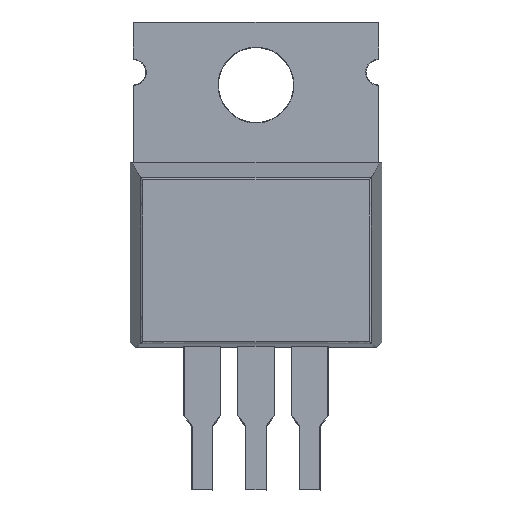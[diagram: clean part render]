
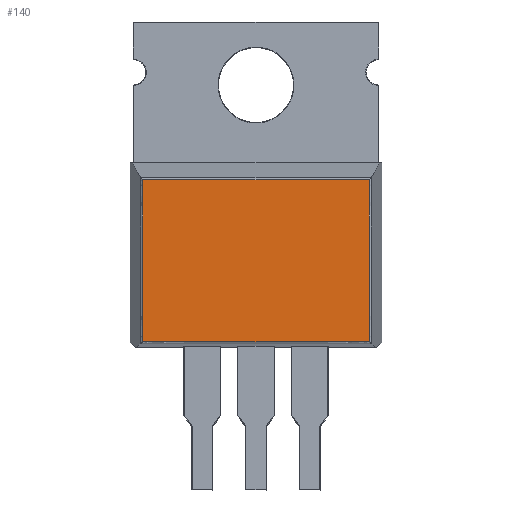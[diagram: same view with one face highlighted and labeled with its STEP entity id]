
A CAD part, front view. The second image highlights one B-rep face of the part: STEP entity #140.
In plain terms, the highlighted planar face has unit normal (0, -1, 0).
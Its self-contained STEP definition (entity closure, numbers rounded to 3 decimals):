
#140=ADVANCED_FACE('',(#352),#6218,.T.);
#352=FACE_OUTER_BOUND('',#566,.T.);
#566=EDGE_LOOP('',(#1032,#1033,#1034,#1035));
#1032=ORIENTED_EDGE('',*,*,#4326,.T.);
#1033=ORIENTED_EDGE('',*,*,#4327,.T.);
#1034=ORIENTED_EDGE('',*,*,#4328,.T.);
#1035=ORIENTED_EDGE('',*,*,#4329,.T.);
#2165=PCURVE('',#6218,#3089);
#2166=PCURVE('',#6218,#3090);
#2167=PCURVE('',#6218,#3091);
#2168=PCURVE('',#6218,#3092);
#2174=PCURVE('',#6095,#3098);
#2179=PCURVE('',#6096,#3103);
#2183=PCURVE('',#6097,#3107);
#2188=PCURVE('',#6098,#3112);
#3089=DEFINITIONAL_REPRESENTATION('',(#5048),#13142);
#3090=DEFINITIONAL_REPRESENTATION('',(#5050),#13142);
#3091=DEFINITIONAL_REPRESENTATION('',(#5052),#13142);
#3092=DEFINITIONAL_REPRESENTATION('',(#5054),#13142);
#3098=DEFINITIONAL_REPRESENTATION('',(#5062),#13142);
#3103=DEFINITIONAL_REPRESENTATION('',(#5068),#13142);
#3107=DEFINITIONAL_REPRESENTATION('',(#5073),#13142);
#3112=DEFINITIONAL_REPRESENTATION('',(#5078),#13142);
#3864=SURFACE_CURVE('',#5047,(#2165,#2179),.PCURVE_S1.);
#3865=SURFACE_CURVE('',#5049,(#2166,#2183),.PCURVE_S1.);
#3866=SURFACE_CURVE('',#5051,(#2167,#2188),.PCURVE_S1.);
#3867=SURFACE_CURVE('',#5053,(#2168,#2174),.PCURVE_S1.);
#4326=EDGE_CURVE('',#5882,#5883,#3864,.T.);
#4327=EDGE_CURVE('',#5883,#5885,#3865,.T.);
#4328=EDGE_CURVE('',#5885,#5884,#3866,.T.);
#4329=EDGE_CURVE('',#5884,#5882,#3867,.T.);
#5047=B_SPLINE_CURVE_WITH_KNOTS('',1,(#9439,#9440),.UNSPECIFIED.,.F.,.F.,
(2,2),(0.092,7.731),.UNSPECIFIED.);
#5048=B_SPLINE_CURVE_WITH_KNOTS('',3,(#9441,#9442,#9443,#9444),
 .UNSPECIFIED.,.F.,.F.,(4,4),(0.092,7.731),
 .UNSPECIFIED.);
#5049=B_SPLINE_CURVE_WITH_KNOTS('',1,(#9445,#9446),.UNSPECIFIED.,.F.,.F.,
(2,2),(0.089,10.795),.UNSPECIFIED.);
#5050=B_SPLINE_CURVE_WITH_KNOTS('',3,(#9447,#9448,#9449,#9450),
 .UNSPECIFIED.,.F.,.F.,(4,4),(0.089,10.795),
 .UNSPECIFIED.);
#5051=B_SPLINE_CURVE_WITH_KNOTS('',1,(#9451,#9452),.UNSPECIFIED.,.F.,.F.,
(2,2),(0.08,7.719),.UNSPECIFIED.);
#5052=B_SPLINE_CURVE_WITH_KNOTS('',3,(#9453,#9454,#9455,#9456),
 .UNSPECIFIED.,.F.,.F.,(4,4),(0.08,7.719),
 .UNSPECIFIED.);
#5053=B_SPLINE_CURVE_WITH_KNOTS('',1,(#9457,#9458),.UNSPECIFIED.,.F.,.F.,
(2,2),(0.089,10.795),.UNSPECIFIED.);
#5054=B_SPLINE_CURVE_WITH_KNOTS('',3,(#9459,#9460,#9461,#9462),
 .UNSPECIFIED.,.F.,.F.,(4,4),(0.089,10.795),
 .UNSPECIFIED.);
#5062=B_SPLINE_CURVE_WITH_KNOTS('',1,(#9601,#9602),.UNSPECIFIED.,.F.,.F.,
(2,2),(0.089,10.795),.UNSPECIFIED.);
#5068=B_SPLINE_CURVE_WITH_KNOTS('',1,(#9701,#9702),.UNSPECIFIED.,.F.,.F.,
(2,2),(0.092,7.731),.UNSPECIFIED.);
#5073=B_SPLINE_CURVE_WITH_KNOTS('',1,(#9773,#9774),.UNSPECIFIED.,.F.,.F.,
(2,2),(0.089,10.795),.UNSPECIFIED.);
#5078=B_SPLINE_CURVE_WITH_KNOTS('',1,(#9861,#9862),.UNSPECIFIED.,.F.,.F.,
(2,2),(0.08,7.719),.UNSPECIFIED.);
#5882=VERTEX_POINT('',#8989);
#5883=VERTEX_POINT('',#8990);
#5884=VERTEX_POINT('',#8991);
#5885=VERTEX_POINT('',#8992);
#6095=(
BOUNDED_SURFACE()
B_SPLINE_SURFACE(2,1,((#8937,#8938),(#8939,#8940),(#8941,#8942)),
 .UNSPECIFIED.,.F.,.F.,.F.)
B_SPLINE_SURFACE_WITH_KNOTS((3,3),(2,2),(0.,0.148),(-2.02,
12.904),.UNSPECIFIED.)
GEOMETRIC_REPRESENTATION_ITEM()
RATIONAL_B_SPLINE_SURFACE(((1.,1.),(0.737,0.737),
(1.,1.)))
REPRESENTATION_ITEM('')
SURFACE()
);
#6096=(
BOUNDED_SURFACE()
B_SPLINE_SURFACE(2,1,((#8943,#8944),(#8945,#8946),(#8947,#8948)),
 .UNSPECIFIED.,.F.,.F.,.F.)
B_SPLINE_SURFACE_WITH_KNOTS((3,3),(2,2),(0.,0.146),(-2.02,
9.831),.UNSPECIFIED.)
GEOMETRIC_REPRESENTATION_ITEM()
RATIONAL_B_SPLINE_SURFACE(((1.,1.),(0.746,0.746),
(1.,1.)))
REPRESENTATION_ITEM('')
SURFACE()
);
#6097=(
BOUNDED_SURFACE()
B_SPLINE_SURFACE(2,1,((#8949,#8950),(#8951,#8952),(#8953,#8954)),
 .UNSPECIFIED.,.F.,.F.,.F.)
B_SPLINE_SURFACE_WITH_KNOTS((3,3),(2,2),(0.,0.135),(-2.02,
12.904),.UNSPECIFIED.)
GEOMETRIC_REPRESENTATION_ITEM()
RATIONAL_B_SPLINE_SURFACE(((1.,1.),(0.782,0.782),
(1.,1.)))
REPRESENTATION_ITEM('')
SURFACE()
);
#6098=(
BOUNDED_SURFACE()
B_SPLINE_SURFACE(2,1,((#8955,#8956),(#8957,#8958),(#8959,#8960)),
 .UNSPECIFIED.,.F.,.F.,.F.)
B_SPLINE_SURFACE_WITH_KNOTS((3,3),(2,2),(0.,0.146),(-2.02,
9.831),.UNSPECIFIED.)
GEOMETRIC_REPRESENTATION_ITEM()
RATIONAL_B_SPLINE_SURFACE(((1.,1.),(0.746,0.746),
(1.,1.)))
REPRESENTATION_ITEM('')
SURFACE()
);
#6218=PLANE('',#6300);
#6300=AXIS2_PLACEMENT_3D('',#8936,#6365,$);
#6365=DIRECTION('',(0.,-1.,0.));
#8936=CARTESIAN_POINT('',(-10.01,-1.75,3.747));
#8937=CARTESIAN_POINT('',(-7.462,-1.75,4.012));
#8938=CARTESIAN_POINT('',(7.462,-1.75,4.012));
#8939=CARTESIAN_POINT('',(-7.462,-1.75,3.92));
#8940=CARTESIAN_POINT('',(7.462,-1.75,3.92));
#8941=CARTESIAN_POINT('',(-7.462,-1.659,3.912));
#8942=CARTESIAN_POINT('',(7.462,-1.659,3.912));
#8943=CARTESIAN_POINT('',(5.353,-1.75,1.9));
#8944=CARTESIAN_POINT('',(5.353,-1.75,13.751));
#8945=CARTESIAN_POINT('',(5.442,-1.75,1.9));
#8946=CARTESIAN_POINT('',(5.442,-1.75,13.751));
#8947=CARTESIAN_POINT('',(5.452,-1.661,1.9));
#8948=CARTESIAN_POINT('',(5.452,-1.661,13.751));
#8949=CARTESIAN_POINT('',(7.462,-1.75,11.651));
#8950=CARTESIAN_POINT('',(-7.462,-1.75,11.651));
#8951=CARTESIAN_POINT('',(7.462,-1.75,11.731));
#8952=CARTESIAN_POINT('',(-7.462,-1.75,11.731));
#8953=CARTESIAN_POINT('',(7.462,-1.672,11.748));
#8954=CARTESIAN_POINT('',(-7.462,-1.672,11.748));
#8955=CARTESIAN_POINT('',(-5.353,-1.75,13.751));
#8956=CARTESIAN_POINT('',(-5.353,-1.75,1.9));
#8957=CARTESIAN_POINT('',(-5.442,-1.75,13.751));
#8958=CARTESIAN_POINT('',(-5.442,-1.75,1.9));
#8959=CARTESIAN_POINT('',(-5.452,-1.661,13.751));
#8960=CARTESIAN_POINT('',(-5.452,-1.661,1.9));
#8989=CARTESIAN_POINT('',(5.353,-1.75,4.012));
#8990=CARTESIAN_POINT('',(5.353,-1.75,11.651));
#8991=CARTESIAN_POINT('',(-5.353,-1.75,4.012));
#8992=CARTESIAN_POINT('',(-5.353,-1.75,11.651));
#9439=CARTESIAN_POINT('',(5.353,-1.75,4.012));
#9440=CARTESIAN_POINT('',(5.353,-1.75,11.651));
#9441=CARTESIAN_POINT('',(8.906,0.265));
#9442=CARTESIAN_POINT('',(8.906,2.811));
#9443=CARTESIAN_POINT('',(8.906,5.358));
#9444=CARTESIAN_POINT('',(8.906,7.904));
#9445=CARTESIAN_POINT('',(5.353,-1.75,11.651));
#9446=CARTESIAN_POINT('',(-5.353,-1.75,11.651));
#9447=CARTESIAN_POINT('',(8.906,7.904));
#9448=CARTESIAN_POINT('',(6.837,7.904));
#9449=CARTESIAN_POINT('',(4.769,7.904));
#9450=CARTESIAN_POINT('',(2.7,7.904));
#9451=CARTESIAN_POINT('',(-5.353,-1.75,11.651));
#9452=CARTESIAN_POINT('',(-5.353,-1.75,4.012));
#9453=CARTESIAN_POINT('',(2.7,7.904));
#9454=CARTESIAN_POINT('',(2.7,5.358));
#9455=CARTESIAN_POINT('',(2.7,2.811));
#9456=CARTESIAN_POINT('',(2.7,0.265));
#9457=CARTESIAN_POINT('',(-5.353,-1.75,4.012));
#9458=CARTESIAN_POINT('',(5.353,-1.75,4.012));
#9459=CARTESIAN_POINT('',(2.7,0.265));
#9460=CARTESIAN_POINT('',(4.769,0.265));
#9461=CARTESIAN_POINT('',(6.837,0.265));
#9462=CARTESIAN_POINT('',(8.906,0.265));
#9601=CARTESIAN_POINT('',(0.,0.089));
#9602=CARTESIAN_POINT('',(0.,10.795));
#9701=CARTESIAN_POINT('',(0.,0.092));
#9702=CARTESIAN_POINT('',(0.,7.731));
#9773=CARTESIAN_POINT('',(0.,0.089));
#9774=CARTESIAN_POINT('',(0.,10.795));
#9861=CARTESIAN_POINT('',(0.,0.08));
#9862=CARTESIAN_POINT('',(0.,7.719));
#13142=(
GEOMETRIC_REPRESENTATION_CONTEXT(2)
PARAMETRIC_REPRESENTATION_CONTEXT()
REPRESENTATION_CONTEXT('pspace','')
);
